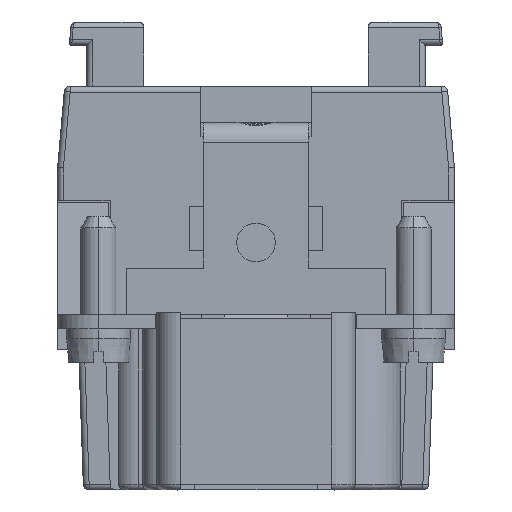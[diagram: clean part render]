
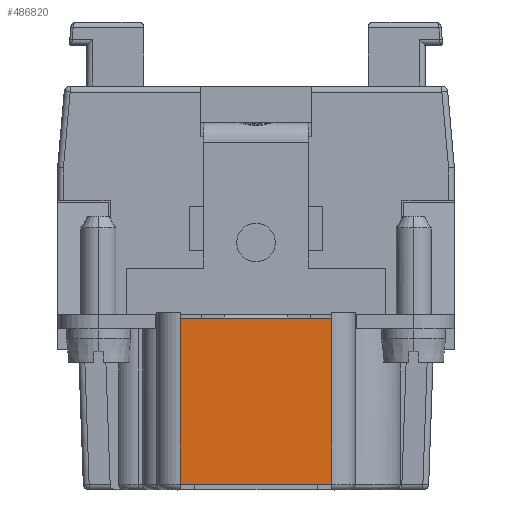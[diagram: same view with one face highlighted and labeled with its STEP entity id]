
A CAD part, left-side view. The second image highlights one B-rep face of the part: STEP entity #486820.
In plain terms, the highlighted planar face has unit normal (-1, 0, 0).
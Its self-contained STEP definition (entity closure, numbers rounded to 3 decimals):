
#331080=CARTESIAN_POINT('',(-1.054,42.084,
-18.9));
#331090=VERTEX_POINT('',#331080);
#332270=CARTESIAN_POINT('',(-1.054,42.084,0.1
));
#332280=DIRECTION('',(0.,0.,-1.));
#332290=VECTOR('',#332280,1.);
#332300=LINE('',#332270,#332290);
#332310=CARTESIAN_POINT('',(-1.054,42.084,
-4.7));
#332320=VERTEX_POINT('',#332310);
#332330=EDGE_CURVE('',#332320,#331090,#332300,.T.);
#333810=CARTESIAN_POINT('',(-1.054,55.084,
-18.9));
#333820=VERTEX_POINT('',#333810);
#334220=CARTESIAN_POINT('',(-1.054,55.084,
-4.7));
#334230=VERTEX_POINT('',#334220);
#334260=CARTESIAN_POINT('',(-1.054,55.084,0.1
));
#334270=DIRECTION('',(0.,0.,1.));
#334280=VECTOR('',#334270,1.);
#334290=LINE('',#334260,#334280);
#334300=EDGE_CURVE('',#333820,#334230,#334290,.T.);
#486570=CARTESIAN_POINT('',(-1.054,0.,-4.7));
#486580=DIRECTION('',(0.,1.,0.));
#486590=VECTOR('',#486580,1.);
#486600=LINE('',#486570,#486590);
#486610=EDGE_CURVE('',#332320,#334230,#486600,.T.);
#486660=CARTESIAN_POINT('',(-1.054,31.584,
-3.6));
#486670=DIRECTION('',(-1.,0.,0.));
#486680=DIRECTION('',(0.,0.,1.));
#486690=AXIS2_PLACEMENT_3D('',#486660,#486670,#486680);
#486700=PLANE('',#486690);
#486710=ORIENTED_EDGE('',*,*,#334300,.F.);
#486720=ORIENTED_EDGE('',*,*,#486610,.T.);
#486730=ORIENTED_EDGE('',*,*,#332330,.F.);
#486740=CARTESIAN_POINT('',(-1.054,0.,-18.9));
#486750=DIRECTION('',(0.,-1.,0.));
#486760=VECTOR('',#486750,1.);
#486770=LINE('',#486740,#486760);
#486780=EDGE_CURVE('',#333820,#331090,#486770,.T.);
#486790=ORIENTED_EDGE('',*,*,#486780,.T.);
#486800=EDGE_LOOP('',(#486790,#486730,#486720,#486710));
#486810=FACE_OUTER_BOUND('',#486800,.T.);
#486820=ADVANCED_FACE('',(#486810),#486700,.T.);
